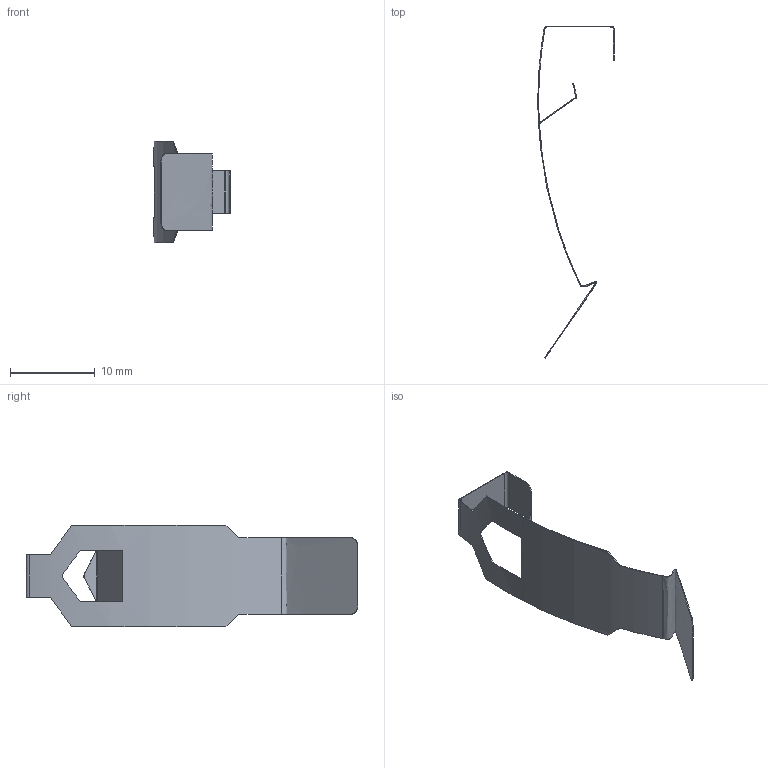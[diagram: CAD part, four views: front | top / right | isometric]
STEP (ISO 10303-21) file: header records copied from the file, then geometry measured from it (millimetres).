
FILE_DESCRIPTION(/* description */ (''),/* implementation_level */ '2;1');
FILE_NAME(/* name */ 'Clip v3.step',/* time_stamp */ '2020-10-20T11:34:10+02:00',/* author */ (''),/* organization */ (''),/* preprocessor_version */ 'ST-DEVELOPER v18.1',/* originating_system */ 'Autodesk Translation Framework v9.3.0.1241',/* authorisation */ '');
FILE_SCHEMA (('AUTOMOTIVE_DESIGN { 1 0 10303 214 3 1 1 }'));
Length unit declared in the file: millimetre
Products named in the file (1): Clip
Bounding box: 8.96 x 39.1 x 12 mm (x, y, z)
Volume: 46.4 mm3; surface area: 1015.8 mm2
Topology: 1 solids, 1 shells, 51 faces, 142 edges, 92 vertices
Faces by surface type: plane 31, cylinder 11, bspline 9
Entity records: 2870 total; most frequent: CARTESIAN_POINT 1569, ORIENTED_EDGE 284, DIRECTION 246, EDGE_CURVE 142, VERTEX_POINT 92, AXIS2_PLACEMENT_3D 85, LINE 76, VECTOR 76
